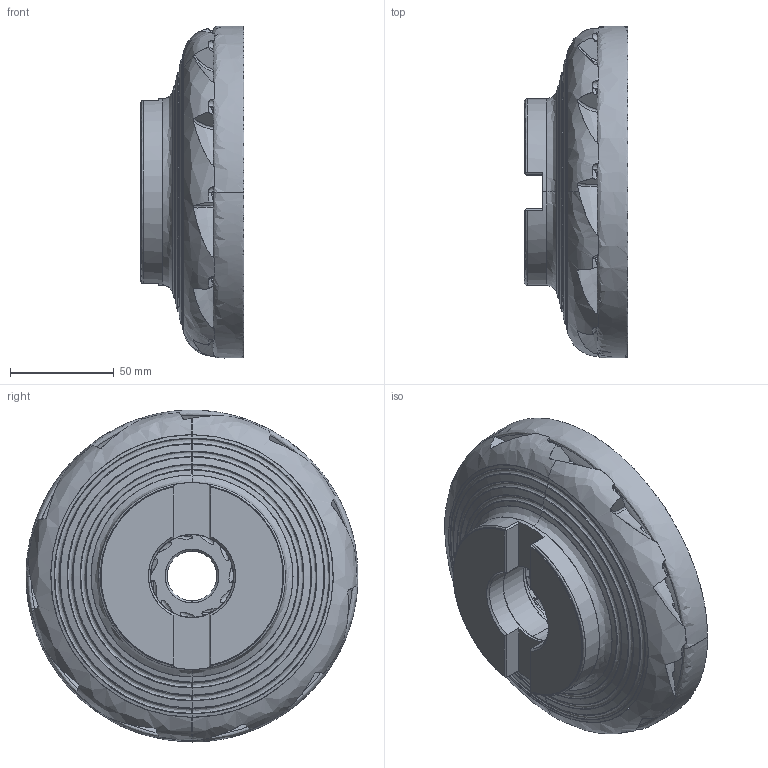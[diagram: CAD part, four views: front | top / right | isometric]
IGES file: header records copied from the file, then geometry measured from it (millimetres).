
Start section: SolidWorks IGES file using analytic representation for surfaces
Global section: file name: 90PP_160_723_11.IGS; native system: SolidWorks 2016; preprocessor: SolidWorks 2016; author: phk; date: 160721.160454; units: millimetre
Bounding box: 50.05 x 160.02 x 160.02 mm (x, y, z)
Surface area: 76825.6 mm2 (no closed solid volume)
Topology: 0 solids, 0 shells, 736 faces, 12101 edges, 12079 vertices
Faces by surface type: revolution 412, bspline 324
